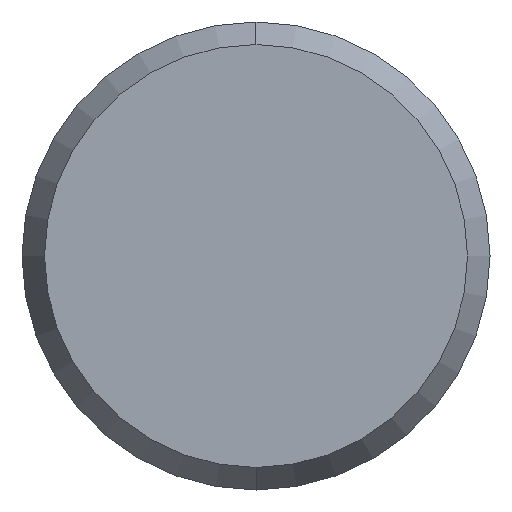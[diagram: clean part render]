
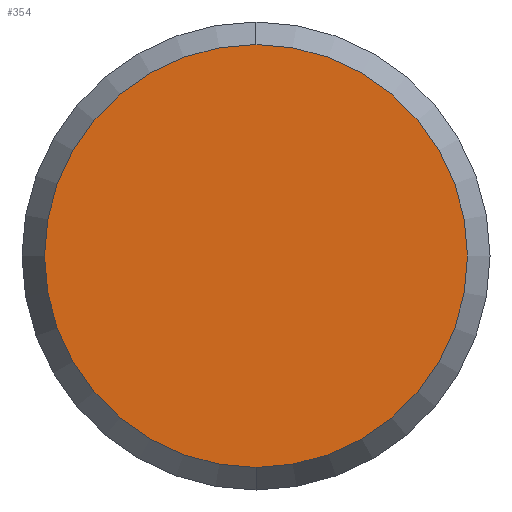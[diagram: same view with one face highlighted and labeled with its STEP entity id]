
A CAD part, front view. The second image highlights one B-rep face of the part: STEP entity #354.
In plain terms, the highlighted planar face has unit normal (0, -1, 0).
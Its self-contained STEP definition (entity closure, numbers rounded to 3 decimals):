
#37 = EDGE_LOOP ( 'NONE', ( #351, #404 ) ) ;
#55 = DIRECTION ( 'NONE',  ( 0., 1., 0. ) ) ;
#60 = CIRCLE ( 'NONE', #183, 5.423 ) ;
#63 = EDGE_CURVE ( 'NONE', #129, #225, #142, .T. ) ;
#68 = CARTESIAN_POINT ( 'NONE',  ( 0., 0., 0. ) ) ;
#97 = CARTESIAN_POINT ( 'NONE',  ( 0., 0., 0. ) ) ;
#114 = CARTESIAN_POINT ( 'NONE',  ( 0., 0., -5.423 ) ) ;
#129 = VERTEX_POINT ( 'NONE', #391 ) ;
#132 = EDGE_CURVE ( 'NONE', #225, #129, #60, .T. ) ;
#142 = CIRCLE ( 'NONE', #193, 5.423 ) ;
#143 = DIRECTION ( 'NONE',  ( 0., -1., 0. ) ) ;
#183 = AXIS2_PLACEMENT_3D ( 'NONE', #97, #230, #362 ) ;
#193 = AXIS2_PLACEMENT_3D ( 'NONE', #68, #143, #425 ) ;
#225 = VERTEX_POINT ( 'NONE', #114 ) ;
#230 = DIRECTION ( 'NONE',  ( 0., -1., 0. ) ) ;
#247 = CARTESIAN_POINT ( 'NONE',  ( 0., 0., 0. ) ) ;
#249 = FACE_OUTER_BOUND ( 'NONE', #37, .T. ) ;
#306 = AXIS2_PLACEMENT_3D ( 'NONE', #247, #55, #378 ) ;
#348 = PLANE ( 'NONE',  #306 ) ;
#351 = ORIENTED_EDGE ( 'NONE', *, *, #132, .T. ) ;
#354 = ADVANCED_FACE ( 'NONE', ( #249 ), #348, .F. ) ;
#362 = DIRECTION ( 'NONE',  ( 0., 0., -1. ) ) ;
#378 = DIRECTION ( 'NONE',  ( 0., 0., -1. ) ) ;
#391 = CARTESIAN_POINT ( 'NONE',  ( 0., 0., 5.423 ) ) ;
#404 = ORIENTED_EDGE ( 'NONE', *, *, #63, .T. ) ;
#425 = DIRECTION ( 'NONE',  ( 0., 0., -1. ) ) ;
